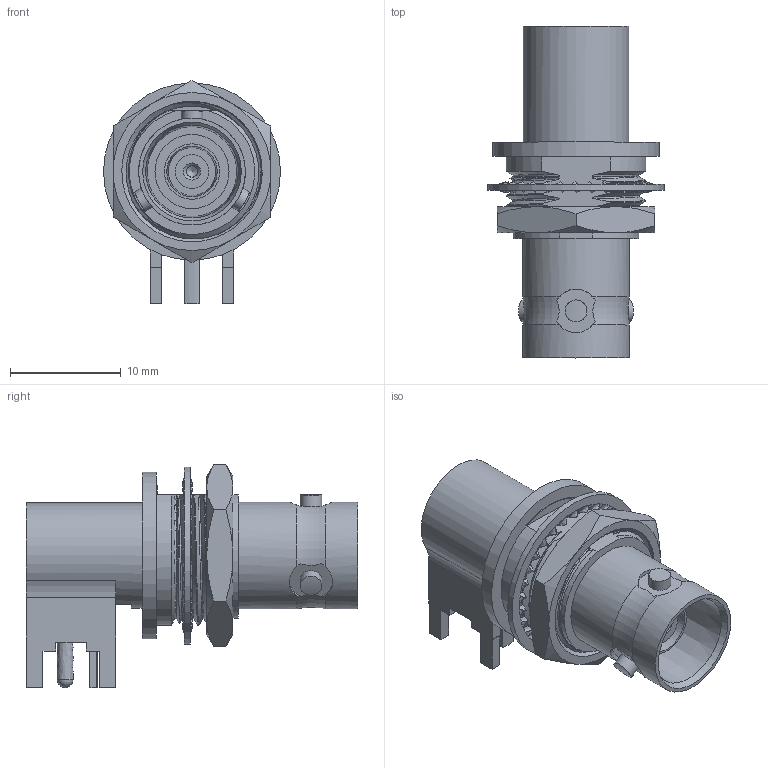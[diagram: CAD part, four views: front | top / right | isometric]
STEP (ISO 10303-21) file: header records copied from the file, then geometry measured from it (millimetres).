
FILE_DESCRIPTION( ( 'Unknown' ), '1' );
FILE_NAME( 'CBBJR79A.stp', 'Unknown', ( 'Unknown' ), ( 'Unknown' ), 'PSStep 14.0', 'Unknown', ' ' );
FILE_SCHEMA( ( 'AUTOMOTIVE_DESIGN { 1 0 10303 214 1 1 1 1 }' ) );
Length unit declared in the file: inch
Products named in the file (2): 8-2254
Bounding box: 16 x 30 x 20.18 mm (x, y, z)
Volume: 2446.5 mm3; surface area: 2743.5 mm2
Topology: 2 solids, 2 shells, 364 faces, 1151 edges, 801 vertices
Faces by surface type: bspline 146, plane 114, cylinder 72, cone 27, torus 4, revolution 1
Full cylindrical faces by diameter (mm): 1.041 x1, 1.067 x1, 1.6 x1, 1.702 x1, 1.981 x3, 3.048 x1, 4.318 x1, 5.004 x1, 6.706 x1, 9.525 x1, 9.652 x2, 12.598 x1, 15.062 x1, 16.002 x1
Entity records: 19970 total; most frequent: CARTESIAN_POINT 7710, ORIENTED_EDGE 2222, DIRECTION 1558, EDGE_CURVE 1111, VERTEX_POINT 787, LINE 541, VECTOR 541, AXIS2_PLACEMENT_3D 508
